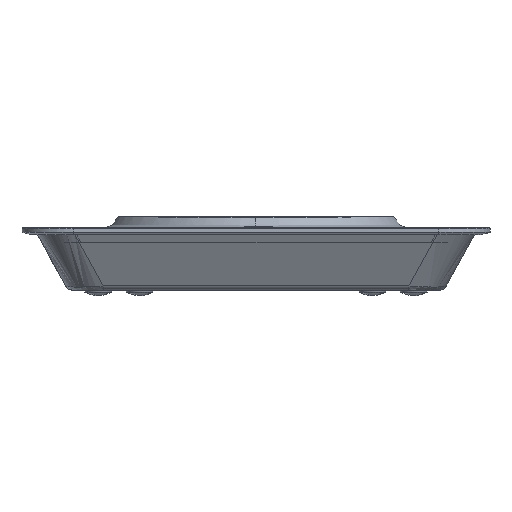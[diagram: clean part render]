
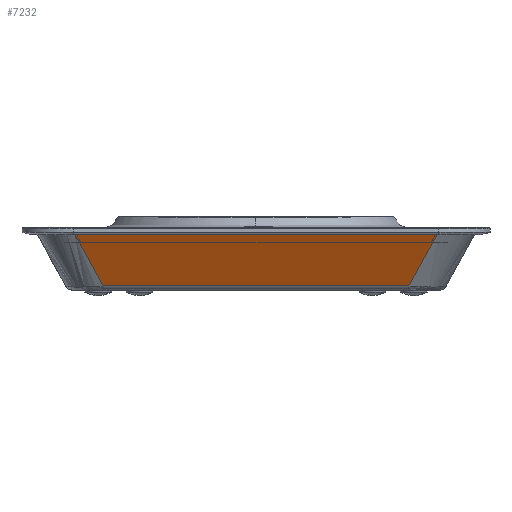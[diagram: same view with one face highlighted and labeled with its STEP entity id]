
A CAD part, left-side view. The second image highlights one B-rep face of the part: STEP entity #7232.
In plain terms, the highlighted free-form (B-spline) face has degree [1, 1] with [2, 2] control points.
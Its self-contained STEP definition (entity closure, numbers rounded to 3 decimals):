
#6810=CARTESIAN_POINT('',(-296.0,61.443,4.15));
#6811=VERTEX_POINT('',#6810);
#6836=CARTESIAN_POINT('',(-296.0,-69.443,4.15));
#6837=VERTEX_POINT('',#6836);
#6838=CARTESIAN_POINT('',(-296.0,61.443,4.15));
#6839=CARTESIAN_POINT('',(-296.0,-69.443,4.15));
#6840=B_SPLINE_CURVE_WITH_KNOTS('',1,(#6838,#6839),.UNSPECIFIED.,.F.,.F.,(2,2),(0.0,130.887),.UNSPECIFIED.);
#6841=EDGE_CURVE('',#6811,#6837,#6840,.T.);
#7178=CARTESIAN_POINT('',(-285.771,51.214,-14.304));
#7179=VERTEX_POINT('',#7178);
#7180=CARTESIAN_POINT('',(-296.0,61.443,4.15));
#7181=CARTESIAN_POINT('',(-285.771,51.214,-14.304));
#7182=B_SPLINE_CURVE_WITH_KNOTS('',1,(#7180,#7181),.UNSPECIFIED.,.F.,.F.,(2,2),(0.0,23.449),.UNSPECIFIED.);
#7183=EDGE_CURVE('',#6811,#7179,#7182,.T.);
#7211=CARTESIAN_POINT('',(-285.771,61.443,-14.304));
#7212=CARTESIAN_POINT('',(-296.0,61.443,4.15));
#7213=CARTESIAN_POINT('',(-285.771,-69.443,-14.304));
#7214=CARTESIAN_POINT('',(-296.0,-69.443,4.15));
#7215=B_SPLINE_SURFACE_WITH_KNOTS('',1,1,((#7211,#7212),(#7213,#7214)),.UNSPECIFIED.,.F.,.F.,.U.,(2,2),(2,2),(15.757,146.643),(-21.1,0.),.UNSPECIFIED.);
#7216=CARTESIAN_POINT('',(-285.771,-59.214,-14.304));
#7217=VERTEX_POINT('',#7216);
#7218=CARTESIAN_POINT('',(-296.0,-69.443,4.15));
#7219=CARTESIAN_POINT('',(-285.771,-59.214,-14.304));
#7220=B_SPLINE_CURVE_WITH_KNOTS('',1,(#7218,#7219),.UNSPECIFIED.,.F.,.F.,(2,2),(0.0,23.449),.UNSPECIFIED.);
#7221=EDGE_CURVE('',#6837,#7217,#7220,.T.);
#7222=ORIENTED_EDGE('',*,*,#7221,.F.);
#7223=ORIENTED_EDGE('',*,*,#6841,.F.);
#7224=ORIENTED_EDGE('',*,*,#7183,.T.);
#7225=CARTESIAN_POINT('',(-285.771,-59.214,-14.304));
#7226=CARTESIAN_POINT('',(-285.771,51.214,-14.304));
#7227=B_SPLINE_CURVE_WITH_KNOTS('',1,(#7225,#7226),.UNSPECIFIED.,.F.,.F.,(2,2),(0.0,110.428),.UNSPECIFIED.);
#7228=EDGE_CURVE('',#7217,#7179,#7227,.T.);
#7229=ORIENTED_EDGE('',*,*,#7228,.F.);
#7230=EDGE_LOOP('',(#7222,#7223,#7224,#7229));
#7231=FACE_BOUND('',#7230,.T.);
#7232=ADVANCED_FACE('',(#7231),#7215,.T.);
